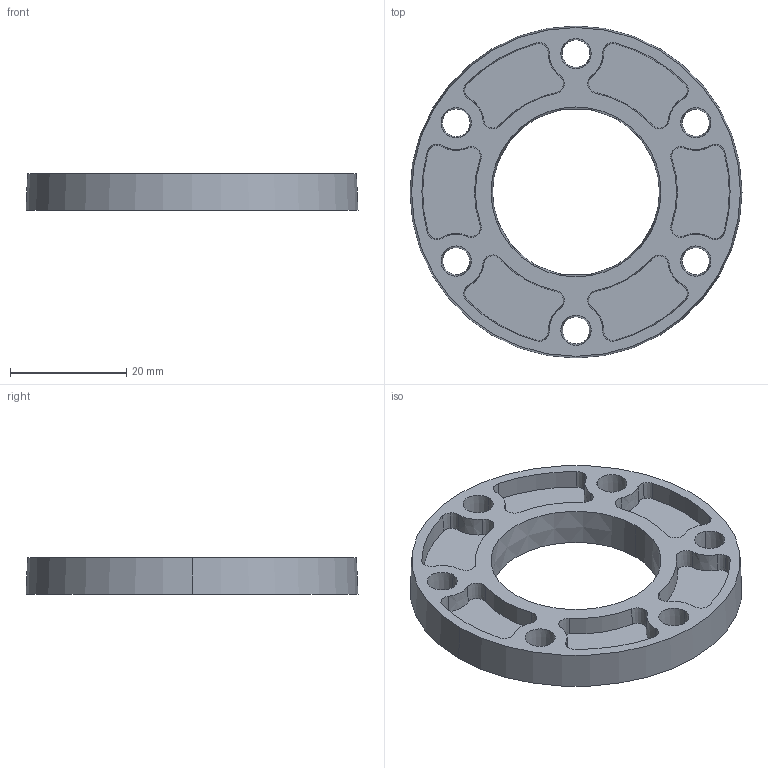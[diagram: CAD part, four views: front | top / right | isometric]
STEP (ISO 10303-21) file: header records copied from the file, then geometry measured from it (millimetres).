
FILE_DESCRIPTION (( 'STEP AP214' ), '1' );
FILE_NAME ('am-0207 250_sprocket_spacer.STEP', '2016-01-26T19:24:55', ( '' ), ( '' ), 'SwSTEP 2.0', 'SolidWorks 2014', '' );
FILE_SCHEMA (( 'AUTOMOTIVE_DESIGN' ));
Length unit declared in the file: millimetre
Products named in the file (1): am-0207 250_sprocket_spacer
Bounding box: 57.15 x 57.15 x 6.35 mm (x, y, z)
Volume: 8561.6 mm3; surface area: 6717.1 mm2
Topology: 1 solids, 1 shells, 84 faces, 228 edges, 152 vertices
Faces by surface type: cone 76, plane 8
Entity records: 2806 total; most frequent: DIRECTION 550, CARTESIAN_POINT 465, ORIENTED_EDGE 456, AXIS2_PLACEMENT_3D 237, EDGE_CURVE 228, VERTEX_POINT 152, CIRCLE 152, EDGE_LOOP 104
